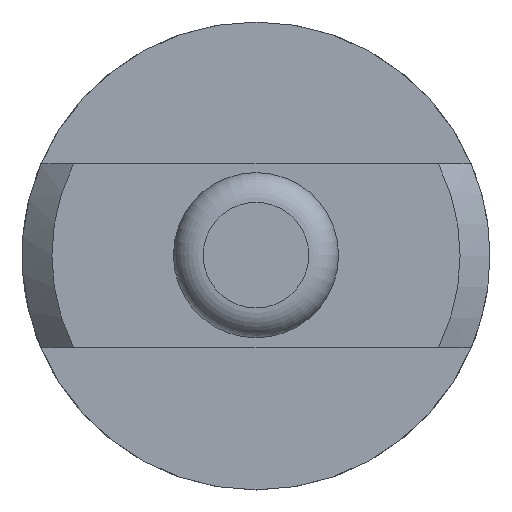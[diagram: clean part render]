
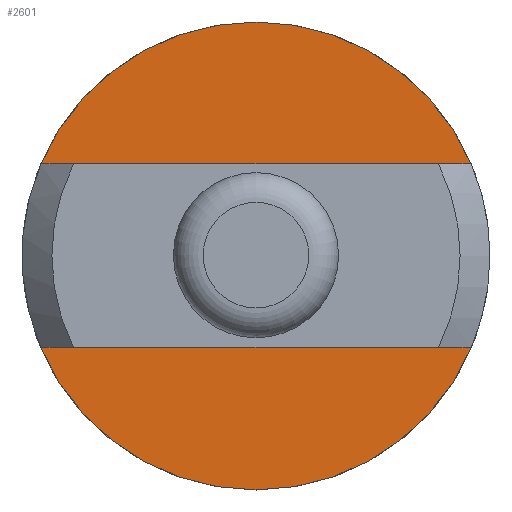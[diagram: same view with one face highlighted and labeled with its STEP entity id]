
A CAD part, top view. The second image highlights one B-rep face of the part: STEP entity #2601.
In plain terms, the highlighted planar face has unit normal (0, 0, 1).
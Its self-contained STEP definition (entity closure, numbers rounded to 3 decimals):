
#2303=CARTESIAN_POINT('',(0.55,0.,2.463));
#2304=VERTEX_POINT('',#2303);
#2305=CARTESIAN_POINT('',(0.0,0.,2.463));
#2306=DIRECTION('',(0.0,0.0,-1.0));
#2307=DIRECTION('',(-1.0,0.0,0.0));
#2308=AXIS2_PLACEMENT_3D('',#2305,#2306,#2307);
#2309=CIRCLE('',#2308,0.55);
#2310=EDGE_CURVE('',#2304,#2304,#2309,.T.);
#2420=CARTESIAN_POINT('',(-1.2,1.,2.463));
#2421=VERTEX_POINT('',#2420);
#2429=CARTESIAN_POINT('',(-1.2,-1.0,2.463));
#2430=VERTEX_POINT('',#2429);
#2437=CARTESIAN_POINT('',(-1.2,-1.0,2.463));
#2438=DIRECTION('',(0.0,1.0,0.0));
#2439=VECTOR('',#2438,2.0);
#2440=LINE('',#2437,#2439);
#2441=EDGE_CURVE('',#2430,#2421,#2440,.T.);
#2451=CARTESIAN_POINT('',(1.2,1.,2.463));
#2452=VERTEX_POINT('',#2451);
#2459=CARTESIAN_POINT('',(1.2,-1.0,2.463));
#2460=VERTEX_POINT('',#2459);
#2461=CARTESIAN_POINT('',(1.2,-1.0,2.463));
#2462=DIRECTION('',(0.0,1.0,0.0));
#2463=VECTOR('',#2462,2.0);
#2464=LINE('',#2461,#2463);
#2465=EDGE_CURVE('',#2460,#2452,#2464,.T.);
#2486=CARTESIAN_POINT('',(-2.346,1.,2.463));
#2487=VERTEX_POINT('',#2486);
#2488=CARTESIAN_POINT('',(-2.346,1.,2.463));
#2489=DIRECTION('',(1.0,0.0,0.0));
#2490=VECTOR('',#2489,1.146);
#2491=LINE('',#2488,#2490);
#2492=EDGE_CURVE('',#2487,#2421,#2491,.T.);
#2540=CARTESIAN_POINT('',(2.346,1.,2.463));
#2541=VERTEX_POINT('',#2540);
#2548=CARTESIAN_POINT('',(1.2,1.,2.463));
#2549=DIRECTION('',(1.0,0.0,0.0));
#2550=VECTOR('',#2549,1.146);
#2551=LINE('',#2548,#2550);
#2552=EDGE_CURVE('',#2452,#2541,#2551,.T.);
#2557=CARTESIAN_POINT('',(-0.125,2.048,2.463));
#2558=DIRECTION('',(0.0,0.0,1.0));
#2559=DIRECTION('',(0.0,-1.0,0.0));
#2560=AXIS2_PLACEMENT_3D('',#2557,#2558,#2559);
#2561=PLANE('',#2560);
#2562=ORIENTED_EDGE('',*,*,#2552,.T.);
#2563=CARTESIAN_POINT('',(0.0,0.,2.463));
#2564=DIRECTION('',(0.0,0.0,-1.0));
#2565=DIRECTION('',(1.0,0.0,0.0));
#2566=AXIS2_PLACEMENT_3D('',#2563,#2564,#2565);
#2567=CIRCLE('',#2566,2.55);
#2568=EDGE_CURVE('',#2487,#2541,#2567,.T.);
#2569=ORIENTED_EDGE('',*,*,#2568,.F.);
#2570=ORIENTED_EDGE('',*,*,#2492,.T.);
#2571=ORIENTED_EDGE('',*,*,#2441,.F.);
#2572=CARTESIAN_POINT('',(-2.346,-1.0,2.463));
#2573=VERTEX_POINT('',#2572);
#2574=CARTESIAN_POINT('',(-1.2,-1.0,2.463));
#2575=DIRECTION('',(-1.0,0.0,0.0));
#2576=VECTOR('',#2575,1.146);
#2577=LINE('',#2574,#2576);
#2578=EDGE_CURVE('',#2430,#2573,#2577,.T.);
#2579=ORIENTED_EDGE('',*,*,#2578,.T.);
#2580=CARTESIAN_POINT('',(2.346,-1.0,2.463));
#2581=VERTEX_POINT('',#2580);
#2582=CARTESIAN_POINT('',(0.0,0.,2.463));
#2583=DIRECTION('',(0.0,0.0,-1.0));
#2584=DIRECTION('',(1.0,0.0,0.0));
#2585=AXIS2_PLACEMENT_3D('',#2582,#2583,#2584);
#2586=CIRCLE('',#2585,2.55);
#2587=EDGE_CURVE('',#2581,#2573,#2586,.T.);
#2588=ORIENTED_EDGE('',*,*,#2587,.F.);
#2589=CARTESIAN_POINT('',(2.346,-1.0,2.463));
#2590=DIRECTION('',(-1.0,0.0,0.0));
#2591=VECTOR('',#2590,1.146);
#2592=LINE('',#2589,#2591);
#2593=EDGE_CURVE('',#2581,#2460,#2592,.T.);
#2594=ORIENTED_EDGE('',*,*,#2593,.T.);
#2595=ORIENTED_EDGE('',*,*,#2465,.T.);
#2596=EDGE_LOOP('',(#2562,#2569,#2570,#2571,#2579,#2588,#2594,#2595));
#2597=FACE_OUTER_BOUND('',#2596,.T.);
#2598=ORIENTED_EDGE('',*,*,#2310,.T.);
#2599=EDGE_LOOP('',(#2598));
#2600=FACE_BOUND('',#2599,.T.);
#2601=ADVANCED_FACE('',(#2597,#2600),#2561,.T.);
